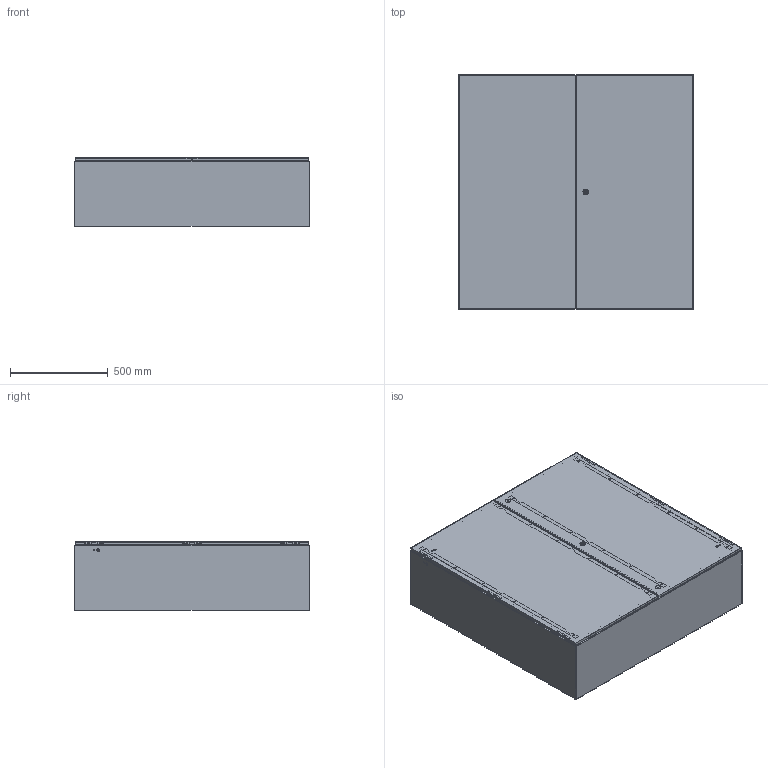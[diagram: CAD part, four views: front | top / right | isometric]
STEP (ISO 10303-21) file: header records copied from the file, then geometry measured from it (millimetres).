
FILE_DESCRIPTION (( 'STEP AP214' ), '1' );
FILE_NAME ('3351-1212-35-10.step', '2024-01-10T07:30:56', ( '' ), ( '' ), 'SwSTEP 2.0', 'SolidWorks 2019', '' );
FILE_SCHEMA (( 'AUTOMOTIVE_DESIGN' ));
Length unit declared in the file: millimetre
Products named in the file (7): Korpus_wgES_1212-35; 3351-1212-35-10; Tuer_lp_wgES_3351-1212-01-90; Tuer_gg_wgES_3351-1212-02-90; Montageplattenbeipack_wgES_1212; Tuer2_wgES_3351-1212-05-90; Montageplatte_wg_0331-1212-00-13
Assembly tree (6 placements, depth 3):
  3351-1212-35-10
    Korpus_wgES_1212-35
    Tuer2_wgES_3351-1212-05-90
      Tuer_gg_wgES_3351-1212-02-90
      Tuer_lp_wgES_3351-1212-01-90
    Montageplatte_wg_0331-1212-00-13
    Montageplattenbeipack_wgES_1212
Bounding box: 1200 x 1200 x 356.5 mm (x, y, z)
Volume: 11930815.9 mm3; surface area: 12853223.4 mm2
Topology: 57 solids, 57 shells, 2937 faces, 7419 edges, 4804 vertices
Faces by surface type: plane 1557, cylinder 1222, cone 66, torus 60, sphere 32
Entity records: 94337 total; most frequent: CARTESIAN_POINT 16290, DIRECTION 15887, ORIENTED_EDGE 14742, EDGE_CURVE 7371, AXIS2_PLACEMENT_3D 5745, VERTEX_POINT 4780, LINE 4397, VECTOR 4397
